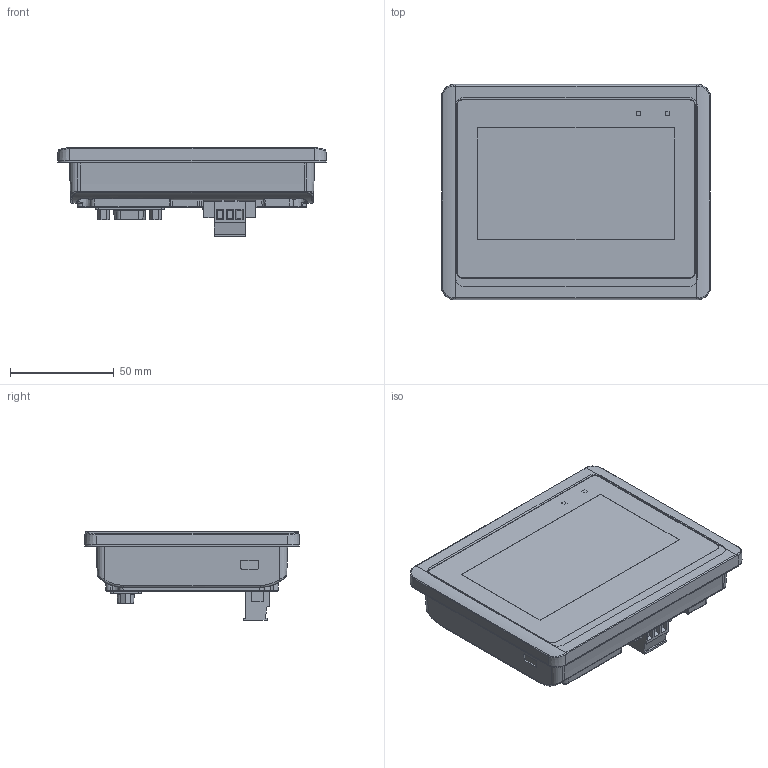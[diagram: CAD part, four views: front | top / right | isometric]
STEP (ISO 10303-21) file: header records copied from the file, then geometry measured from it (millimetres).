
FILE_DESCRIPTION (( 'STEP AP214' ), '1' );
FILE_NAME ('ETG-A8TS-HSSN-S-043_Ïàíåëü îïåðàòîðà ETG 4,3” ïëàñòèêîâûé êîðïóñ ONI.STEP', '2018-09-24T10:30:24', ( '' ), ( '' ), 'SwSTEP 2.0', 'SolidWorks 2014', '' );
FILE_SCHEMA (( 'AUTOMOTIVE_DESIGN' ));
Length unit declared in the file: millimetre
Products named in the file (1): ETG-A8TS-HSSN-S-043_Ïàíåëü îïåðàòîðà ETG 4,3” ïëàñòèêîâûé êîðïóñ ONI
Bounding box: 129.94 x 103.94 x 42.94 mm (x, y, z)
Surface area: 76730.7 mm2 (no closed solid volume)
Topology: 0 solids, 14 shells, 570 faces, 1619 edges, 1059 vertices
Faces by surface type: plane 239, cylinder 156, bspline 69, cone 53, torus 47, sphere 6
Entity records: 30504 total; most frequent: CARTESIAN_POINT 10700, ORIENTED_EDGE 2817, DIRECTION 2460, EDGE_CURVE 1607, VERTEX_POINT 1059, VECTOR 830, LINE 830, AXIS2_PLACEMENT_3D 815
